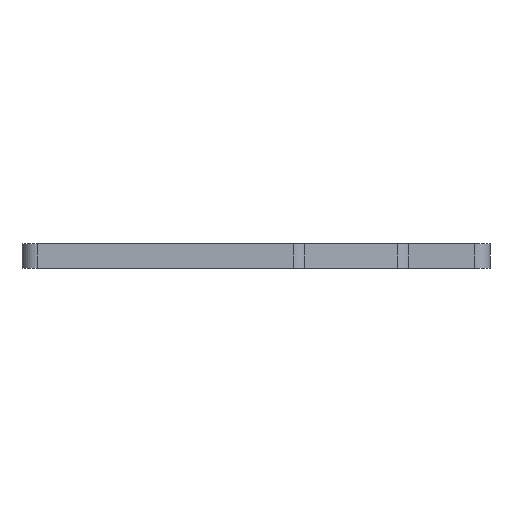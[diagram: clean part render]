
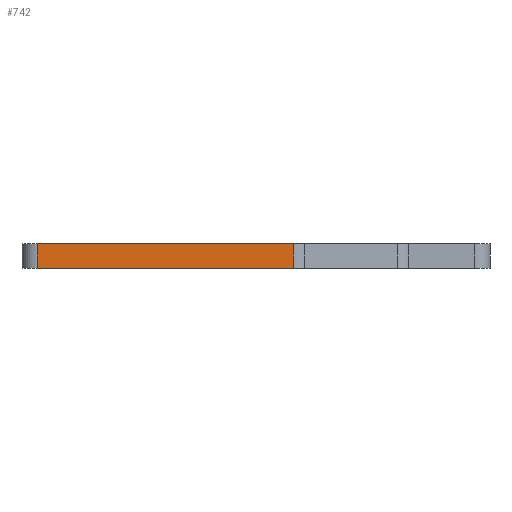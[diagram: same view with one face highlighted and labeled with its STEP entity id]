
A CAD part, front view. The second image highlights one B-rep face of the part: STEP entity #742.
In plain terms, the highlighted planar face has unit normal (0, -1, 0).
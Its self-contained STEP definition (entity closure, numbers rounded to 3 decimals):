
#52=PLANE('',#836);
#85=FACE_OUTER_BOUND('',#121,.T.);
#121=EDGE_LOOP('',(#594,#595,#596,#597));
#199=LINE('',#1242,#251);
#200=LINE('',#1245,#252);
#201=LINE('',#1247,#253);
#202=LINE('',#1248,#254);
#251=VECTOR('',#1032,10.);
#252=VECTOR('',#1035,10.);
#253=VECTOR('',#1036,10.);
#254=VECTOR('',#1037,10.);
#370=VERTEX_POINT('',#1238);
#371=VERTEX_POINT('',#1240);
#372=VERTEX_POINT('',#1244);
#373=VERTEX_POINT('',#1246);
#465=EDGE_CURVE('',#370,#371,#199,.T.);
#466=EDGE_CURVE('',#372,#370,#200,.T.);
#467=EDGE_CURVE('',#373,#371,#201,.T.);
#468=EDGE_CURVE('',#372,#373,#202,.T.);
#594=ORIENTED_EDGE('',*,*,#466,.T.);
#595=ORIENTED_EDGE('',*,*,#465,.T.);
#596=ORIENTED_EDGE('',*,*,#467,.F.);
#597=ORIENTED_EDGE('',*,*,#468,.F.);
#742=ADVANCED_FACE('',(#85),#52,.T.);
#836=AXIS2_PLACEMENT_3D('',#1243,#1033,#1034);
#1032=DIRECTION('',(0.,0.,1.));
#1033=DIRECTION('center_axis',(0.,-1.,0.));
#1034=DIRECTION('ref_axis',(1.,0.,0.));
#1035=DIRECTION('',(1.,0.,0.));
#1036=DIRECTION('',(1.,0.,0.));
#1037=DIRECTION('',(0.,0.,1.));
#1238=CARTESIAN_POINT('',(-254.388,-341.488,0.));
#1240=CARTESIAN_POINT('',(-254.388,-341.488,8.));
#1242=CARTESIAN_POINT('',(-254.388,-341.488,0.));
#1243=CARTESIAN_POINT('Origin',(-337.317,-341.488,0.));
#1244=CARTESIAN_POINT('',(-337.317,-341.488,0.));
#1245=CARTESIAN_POINT('',(-337.317,-341.488,0.));
#1246=CARTESIAN_POINT('',(-337.317,-341.488,8.));
#1247=CARTESIAN_POINT('',(-337.317,-341.488,8.));
#1248=CARTESIAN_POINT('',(-337.317,-341.488,0.));
